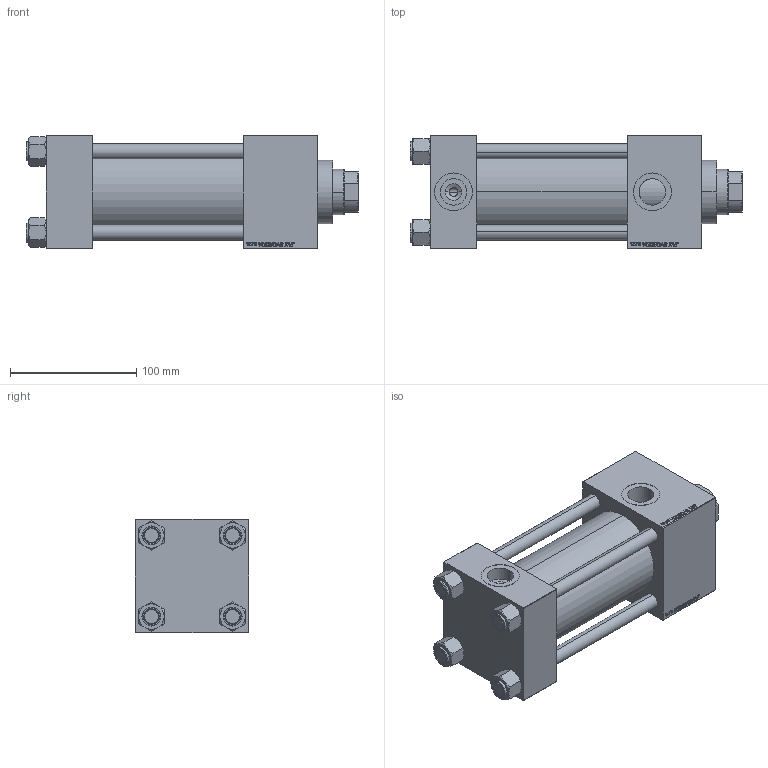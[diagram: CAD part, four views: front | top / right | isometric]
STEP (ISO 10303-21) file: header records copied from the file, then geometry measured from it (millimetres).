
FILE_DESCRIPTION (( 'STEP AP203' ), '1' );
FILE_NAME ('771c.STEP', '2022-04-15T14:30:18', ( '' ), ( '' ), 'SwSTEP 2.0', 'SolidWorks 2019', '' );
FILE_SCHEMA (( 'CONFIG_CONTROL_DESIGN' ));
Length unit declared in the file: millimetre
Products named in the file (6): NUT_M5_C 1908cff5bc0c509925530f39f537b9ff; V215CR_VCP_C 1908cff5bc0c509925530f39f537b9ff; V215CR_C_Body 1908cff5bc0c509925530f39f537b9ff; V215_VC_A 1908cff5bc0c509925530f39f537b9ff; 771c; V215CR_C_TYCINKA 1908cff5bc0c509925530f39f537b9ff
Assembly tree (11 placements, depth 2):
  771c
    V215CR_C_Body 1908cff5bc0c509925530f39f537b9ff
    V215CR_VCP_C 1908cff5bc0c509925530f39f537b9ff
    NUT_M5_C 1908cff5bc0c509925530f39f537b9ff  x4
    V215CR_C_TYCINKA 1908cff5bc0c509925530f39f537b9ff  x4
    V215_VC_A 1908cff5bc0c509925530f39f537b9ff
Bounding box: 263 x 90 x 90 mm (x, y, z)
Volume: 1093444.9 mm3; surface area: 225026.4 mm2
Topology: 11 solids, 11 shells, 1154 faces, 2889 edges, 1875 vertices
Faces by surface type: plane 528, bspline 392, cone 136, cylinder 90, torus 8
Entity records: 50395 total; most frequent: CARTESIAN_POINT 27149, ORIENTED_EDGE 5270, DIRECTION 3333, EDGE_CURVE 2635, VERTEX_POINT 1731, LINE 1595, VECTOR 1595, EDGE_LOOP 1164
